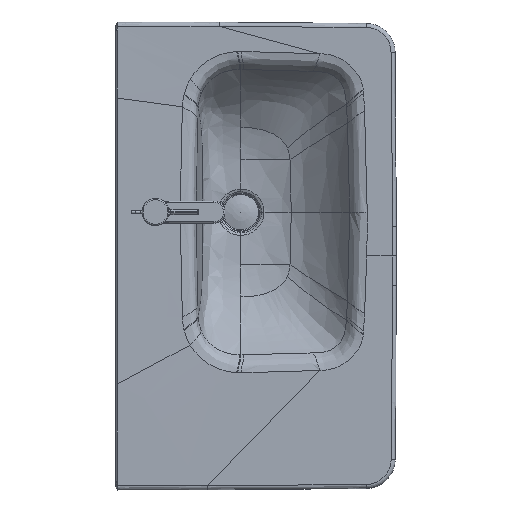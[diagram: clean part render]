
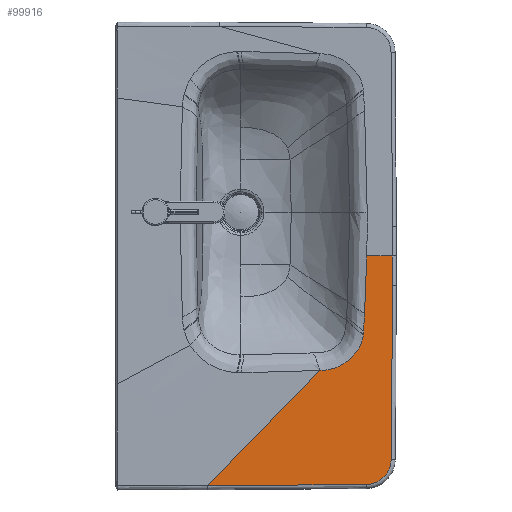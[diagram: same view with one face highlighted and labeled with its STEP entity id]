
A CAD part, top view. The second image highlights one B-rep face of the part: STEP entity #99916.
In plain terms, the highlighted planar face has unit normal (0, 0, 1).
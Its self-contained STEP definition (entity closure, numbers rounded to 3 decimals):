
#86041=CARTESIAN_POINT('',(425.476,-148.,0.));
#86042=VERTEX_POINT('',#86041);
#86050=CARTESIAN_POINT('',(425.49,-147.749,0.));
#86051=VERTEX_POINT('',#86050);
#86052=CARTESIAN_POINT('',(425.49,-147.749,0.));
#86053=DIRECTION('',(-0.052,-0.999,0.));
#86054=VECTOR('',#86053,0.251);
#86055=LINE('',#86052,#86054);
#86056=EDGE_CURVE('',#86042,#86051,#86055,.F.);
#86106=CARTESIAN_POINT('',(423.237,-184.74,0.));
#86107=VERTEX_POINT('',#86106);
#86115=CARTESIAN_POINT('',(423.311,-184.046,0.));
#86116=VERTEX_POINT('',#86115);
#86117=CARTESIAN_POINT('',(343.749,-175.919,-0.005));
#86118=DIRECTION('',(0.,0.,-1.));
#86119=DIRECTION('',(0.994,-0.11,0.));
#86120=AXIS2_PLACEMENT_3D('',#86117,#86118,#86119);
#86121=CIRCLE('',#86120,79.976);
#86122=EDGE_CURVE('',#86107,#86116,#86121,.F.);
#86169=CARTESIAN_POINT('',(423.769,-178.,0.));
#86170=VERTEX_POINT('',#86169);
#86171=CARTESIAN_POINT('',(423.769,-178.,0.));
#86172=CARTESIAN_POINT('',(423.695,-179.21,0.));
#86173=CARTESIAN_POINT('',(423.62,-180.42,0.));
#86174=CARTESIAN_POINT('',(423.535,-181.629,0.));
#86175=CARTESIAN_POINT('',(423.434,-182.839,0.));
#86176=CARTESIAN_POINT('',(423.311,-184.046,0.));
#86177=B_SPLINE_CURVE_WITH_KNOTS('',5,(#86171,#86172,#86173,#86174,#86175,#86176),.UNSPECIFIED.,.F.,.U.,(6,6),(0.0,5.645),.UNSPECIFIED.);
#86178=EDGE_CURVE('',#86116,#86170,#86177,.F.);
#86225=CARTESIAN_POINT('',(-2878.547,24.992,-3.044));
#86226=DIRECTION('',(0.001,0.,-1.));
#86227=DIRECTION('',(0.998,-0.061,0.001));
#86228=AXIS2_PLACEMENT_3D('',#86225,#86226,#86227);
#86229=CIRCLE('',#86228,3308.55);
#86230=EDGE_CURVE('',#86170,#86042,#86229,.F.);
#86334=CARTESIAN_POINT('',(429.152,-50.,0.));
#86335=VERTEX_POINT('',#86334);
#86336=CARTESIAN_POINT('',(429.152,-50.,0.));
#86337=CARTESIAN_POINT('',(428.998,-56.792,0.));
#86338=CARTESIAN_POINT('',(428.827,-63.582,0.));
#86339=CARTESIAN_POINT('',(428.638,-70.371,0.));
#86340=CARTESIAN_POINT('',(428.044,-89.91,0.));
#86341=CARTESIAN_POINT('',(427.307,-109.445,0.));
#86342=CARTESIAN_POINT('',(426.765,-122.165,0.));
#86343=CARTESIAN_POINT('',(426.158,-134.959,0.));
#86344=CARTESIAN_POINT('',(425.49,-147.749,0.));
#86345=B_SPLINE_CURVE_WITH_KNOTS('',5,(#86336,#86337,#86338,#86339,#86340,#86341,#86342,#86343,#86344),.UNSPECIFIED.,.F.,.U.,(6,3,6),(70.502,102.445,162.43),.UNSPECIFIED.);
#86346=EDGE_CURVE('',#86051,#86335,#86345,.F.);
#87311=CARTESIAN_POINT('',(348.853,-245.708,0.));
#87312=VERTEX_POINT('',#87311);
#87470=CARTESIAN_POINT('',(423.237,-184.74,0.));
#87471=CARTESIAN_POINT('',(422.817,-188.522,0.));
#87472=CARTESIAN_POINT('',(422.164,-192.278,0.));
#87473=CARTESIAN_POINT('',(421.132,-195.982,0.));
#87474=CARTESIAN_POINT('',(418.691,-202.419,0.));
#87475=CARTESIAN_POINT('',(415.345,-208.428,0.));
#87476=CARTESIAN_POINT('',(413.699,-211.013,0.));
#87477=CARTESIAN_POINT('',(409.459,-216.937,0.));
#87478=CARTESIAN_POINT('',(404.536,-222.32,0.));
#87479=CARTESIAN_POINT('',(401.466,-225.275,0.));
#87480=CARTESIAN_POINT('',(396.037,-229.896,0.));
#87481=CARTESIAN_POINT('',(390.157,-233.915,0.));
#87482=CARTESIAN_POINT('',(387.712,-235.435,0.));
#87483=CARTESIAN_POINT('',(381.,-239.198,0.));
#87484=CARTESIAN_POINT('',(373.849,-242.082,0.));
#87485=CARTESIAN_POINT('',(369.2,-243.505,0.));
#87486=CARTESIAN_POINT('',(362.342,-244.863,0.));
#87487=CARTESIAN_POINT('',(355.392,-245.446,0.));
#87488=CARTESIAN_POINT('',(353.209,-245.564,0.));
#87489=CARTESIAN_POINT('',(351.031,-245.639,0.));
#87490=CARTESIAN_POINT('',(348.853,-245.708,0.));
#87491=B_SPLINE_CURVE_WITH_KNOTS('',5,(#87470,#87471,#87472,#87473,#87474,#87475,#87476,#87477,#87478,#87479,#87480,#87481,#87482,#87483,#87484,#87485,#87486,#87487,#87488,#87489,#87490),.UNSPECIFIED.,.F.,.U.,(6,3,3,3,3,3,6),(0.0,17.695,31.631,51.132,64.374,86.532,96.663),.UNSPECIFIED.);
#87492=EDGE_CURVE('',#87312,#86107,#87491,.F.);
#99840=CARTESIAN_POINT('',(185.809,-15.,0.));
#99841=DIRECTION('',(0.,0.,-1.));
#99842=DIRECTION('',(-1.,0.0,0.));
#99843=AXIS2_PLACEMENT_3D('',#99840,#99841,#99842);
#99844=PLANE('',#99843);
#99845=CARTESIAN_POINT('',(157.085,-442.644,0.));
#99846=VERTEX_POINT('',#99845);
#99847=CARTESIAN_POINT('',(428.279,-440.572,0.));
#99848=VERTEX_POINT('',#99847);
#99849=CARTESIAN_POINT('',(428.279,-440.572,0.));
#99850=CARTESIAN_POINT('',(401.16,-440.871,0.));
#99851=CARTESIAN_POINT('',(374.042,-441.147,0.));
#99852=CARTESIAN_POINT('',(346.922,-441.4,0.));
#99853=CARTESIAN_POINT('',(292.684,-441.861,0.));
#99854=CARTESIAN_POINT('',(238.445,-442.229,0.));
#99855=CARTESIAN_POINT('',(211.325,-442.391,0.));
#99856=CARTESIAN_POINT('',(184.205,-442.529,0.));
#99857=CARTESIAN_POINT('',(157.085,-442.644,0.));
#99858=B_SPLINE_CURVE_WITH_KNOTS('',5,(#99849,#99850,#99851,#99852,#99853,#99854,#99855,#99856,#99857),.UNSPECIFIED.,.F.,.U.,(6,3,6),(0.0,234.881,469.762),.UNSPECIFIED.);
#99859=EDGE_CURVE('',#99846,#99848,#99858,.F.);
#99860=ORIENTED_EDGE('',*,*,#99859,.T.);
#99861=CARTESIAN_POINT('',(470.775,-398.17,0.));
#99862=VERTEX_POINT('',#99861);
#99863=CARTESIAN_POINT('',(428.279,-440.572,0.));
#99864=CARTESIAN_POINT('',(434.339,-440.505,0.));
#99865=CARTESIAN_POINT('',(440.384,-439.138,0.));
#99866=CARTESIAN_POINT('',(445.885,-436.589,0.));
#99867=CARTESIAN_POINT('',(451.38,-434.042,0.));
#99868=CARTESIAN_POINT('',(456.327,-430.316,0.));
#99869=CARTESIAN_POINT('',(460.292,-425.737,0.));
#99870=CARTESIAN_POINT('',(465.162,-420.114,0.));
#99871=CARTESIAN_POINT('',(468.532,-413.205,0.));
#99872=CARTESIAN_POINT('',(469.969,-405.908,0.));
#99873=CARTESIAN_POINT('',(470.47,-403.36,0.));
#99874=CARTESIAN_POINT('',(470.741,-400.767,0.));
#99875=CARTESIAN_POINT('',(470.775,-398.17,0.));
#99876=B_SPLINE_CURVE_WITH_KNOTS('',3,(#99863,#99864,#99865,#99866,#99867,#99868,#99869,#99870,#99871,#99872,#99873,#99874,#99875),.UNSPECIFIED.,.F.,.U.,(4,3,3,3,4),(0.0,22.767,45.51,73.439,83.193),.UNSPECIFIED.);
#99877=EDGE_CURVE('',#99848,#99862,#99876,.T.);
#99878=ORIENTED_EDGE('',*,*,#99877,.T.);
#99879=CARTESIAN_POINT('',(472.751,-100.,0.));
#99880=VERTEX_POINT('',#99879);
#99881=CARTESIAN_POINT('',(-22021.001,-100.,0.038));
#99882=DIRECTION('',(0.,0.,-1.));
#99883=DIRECTION('',(1.,0.,0.));
#99884=AXIS2_PLACEMENT_3D('',#99881,#99882,#99883);
#99885=CIRCLE('',#99884,22493.753);
#99886=EDGE_CURVE('',#99862,#99880,#99885,.F.);
#99887=ORIENTED_EDGE('',*,*,#99886,.T.);
#99888=CARTESIAN_POINT('',(472.751,-50.,0.));
#99889=VERTEX_POINT('',#99888);
#99890=CARTESIAN_POINT('',(472.751,-50.,0.));
#99891=DIRECTION('',(0.,-1.0,0.));
#99892=VECTOR('',#99891,50.);
#99893=LINE('',#99890,#99892);
#99894=EDGE_CURVE('',#99880,#99889,#99893,.F.);
#99895=ORIENTED_EDGE('',*,*,#99894,.T.);
#99896=CARTESIAN_POINT('',(429.152,-50.0,0.));
#99897=DIRECTION('',(1.,0.0,0.));
#99898=VECTOR('',#99897,43.599);
#99899=LINE('',#99896,#99898);
#99900=EDGE_CURVE('',#86335,#99889,#99899,.T.);
#99901=ORIENTED_EDGE('',*,*,#99900,.F.);
#99902=ORIENTED_EDGE('',*,*,#86346,.F.);
#99903=ORIENTED_EDGE('',*,*,#86056,.F.);
#99904=ORIENTED_EDGE('',*,*,#86230,.F.);
#99905=ORIENTED_EDGE('',*,*,#86178,.F.);
#99906=ORIENTED_EDGE('',*,*,#86122,.F.);
#99907=ORIENTED_EDGE('',*,*,#87492,.F.);
#99908=CARTESIAN_POINT('',(348.853,-245.708,0.));
#99909=DIRECTION('',(-0.698,-0.716,0.));
#99910=VECTOR('',#99909,274.879);
#99911=LINE('',#99908,#99910);
#99912=EDGE_CURVE('',#87312,#99846,#99911,.T.);
#99913=ORIENTED_EDGE('',*,*,#99912,.T.);
#99914=EDGE_LOOP('',(#99860,#99878,#99887,#99895,#99901,#99902,#99903,#99904,#99905,#99906,#99907,#99913));
#99915=FACE_OUTER_BOUND('',#99914,.T.);
#99916=ADVANCED_FACE('',(#99915),#99844,.F.);
